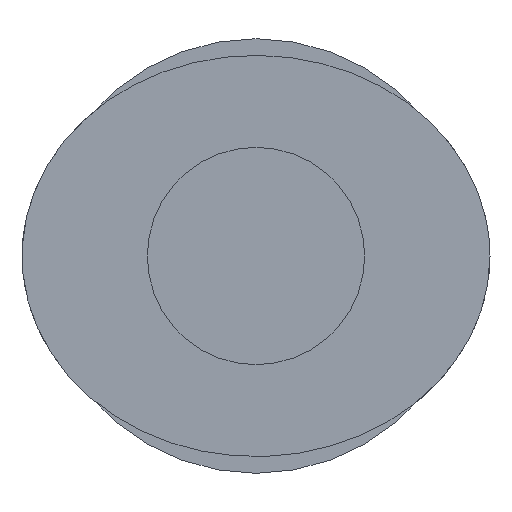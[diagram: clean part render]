
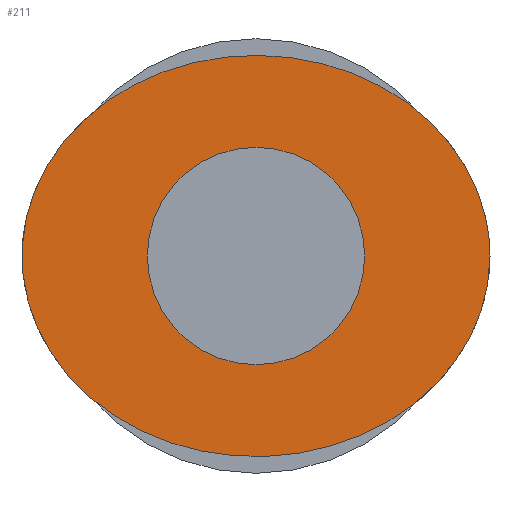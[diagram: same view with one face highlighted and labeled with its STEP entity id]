
A CAD part, front view. The second image highlights one B-rep face of the part: STEP entity #211.
In plain terms, the highlighted planar face has unit normal (0, -1, 0).
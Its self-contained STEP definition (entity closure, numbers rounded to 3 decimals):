
#20=ELLIPSE('',#252,7.,6.);
#30=PLANE('',#254);
#56=ORIENTED_EDGE('',*,*,#84,.T.);
#57=ORIENTED_EDGE('',*,*,#82,.F.);
#82=EDGE_CURVE('',#100,#100,#20,.T.);
#84=EDGE_CURVE('',#102,#102,#118,.T.);
#100=VERTEX_POINT('',#393);
#102=VERTEX_POINT('',#398);
#118=CIRCLE('',#255,3.25);
#142=EDGE_LOOP('',(#56));
#143=EDGE_LOOP('',(#57));
#178=FACE_BOUND('',#142,.T.);
#179=FACE_BOUND('',#143,.T.);
#211=ADVANCED_FACE('',(#178,#179),#30,.F.);
#252=AXIS2_PLACEMENT_3D('',#392,#308,#309);
#254=AXIS2_PLACEMENT_3D('',#396,#312,#313);
#255=AXIS2_PLACEMENT_3D('',#397,#314,#315);
#308=DIRECTION('',(0.,1.,0.));
#309=DIRECTION('',(1.,0.,0.));
#312=DIRECTION('',(0.,1.,0.));
#313=DIRECTION('',(0.,0.,1.));
#314=DIRECTION('',(0.,1.,0.));
#315=DIRECTION('',(1.,0.,0.));
#392=CARTESIAN_POINT('',(0.,-3.2,0.));
#393=CARTESIAN_POINT('',(7.,-3.2,0.));
#396=CARTESIAN_POINT('',(0.,-3.2,0.));
#397=CARTESIAN_POINT('',(0.,-3.2,0.));
#398=CARTESIAN_POINT('',(3.25,-3.2,0.));
